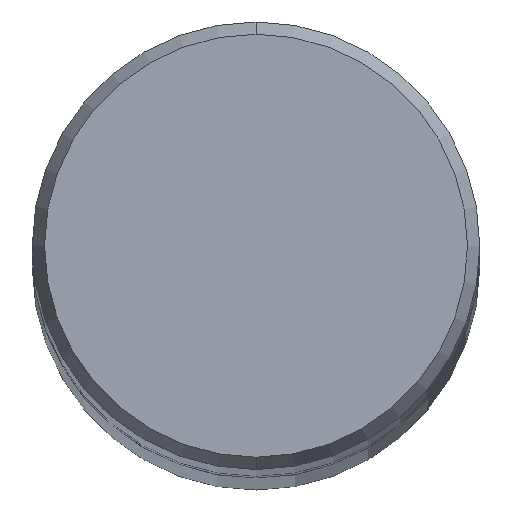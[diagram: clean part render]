
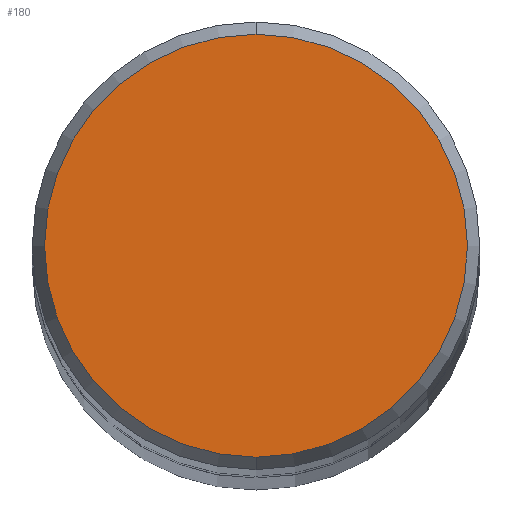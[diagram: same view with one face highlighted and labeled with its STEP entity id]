
A CAD part, top view. The second image highlights one B-rep face of the part: STEP entity #180.
In plain terms, the highlighted planar face has unit normal (0, 0, 1).
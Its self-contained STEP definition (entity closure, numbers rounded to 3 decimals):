
#102=VERTEX_POINT('',#247);
#130=EDGE_CURVE('',#102,#194,#278,.T.);
#180=ADVANCED_FACE('',(#335),#336,.T.);
#194=VERTEX_POINT('',#353);
#212=EDGE_CURVE('',#194,#102,#373,.T.);
#247=CARTESIAN_POINT('',(0.,-3.936,0.0));
#278=CIRCLE('',#442,3.936);
#335=FACE_OUTER_BOUND('',#518,.T.);
#336=PLANE('',#519);
#353=CARTESIAN_POINT('',(0.0,3.936,0.0));
#373=CIRCLE('',#562,3.936);
#442=AXIS2_PLACEMENT_3D('',#621,#622,#623);
#518=EDGE_LOOP('',(#693,#694));
#519=AXIS2_PLACEMENT_3D('',#695,#696,#697);
#562=AXIS2_PLACEMENT_3D('',#745,#746,#747);
#621=CARTESIAN_POINT('',(0.0,0.0,0.0));
#622=DIRECTION('',(0.0,0.0,-1.0));
#623=DIRECTION('',(0.0,1.0,0.0));
#693=ORIENTED_EDGE('',*,*,#212,.F.);
#694=ORIENTED_EDGE('',*,*,#130,.F.);
#695=CARTESIAN_POINT('',(0.0,1.968,0.0));
#696=DIRECTION('',(-0.0,0.0,1.0));
#697=DIRECTION('',(0.0,-1.0,0.0));
#745=CARTESIAN_POINT('',(0.0,0.0,0.0));
#746=DIRECTION('',(0.0,0.0,-1.0));
#747=DIRECTION('',(0.0,1.0,0.0));
